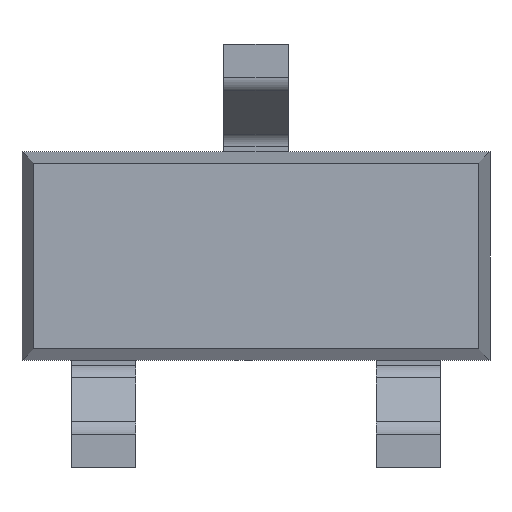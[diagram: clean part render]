
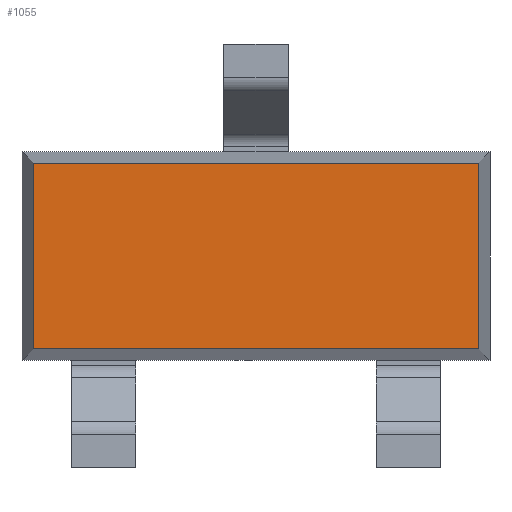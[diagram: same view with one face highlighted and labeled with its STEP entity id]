
A CAD part, front view. The second image highlights one B-rep face of the part: STEP entity #1055.
In plain terms, the highlighted planar face has unit normal (0, -1, 0).
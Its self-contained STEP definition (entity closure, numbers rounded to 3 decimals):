
#56 = VECTOR ( 'NONE', #1019, 1000. ) ;
#60 = CARTESIAN_POINT ( 'NONE',  ( -1.389, -0.333, -0.579 ) ) ;
#117 = VECTOR ( 'NONE', #1134, 1000. ) ;
#192 = EDGE_CURVE ( 'NONE', #1085, #1357, #200, .T. ) ;
#200 = LINE ( 'NONE', #757, #117 ) ;
#297 = DIRECTION ( 'NONE',  ( 1., 0., 0. ) ) ;
#325 = ORIENTED_EDGE ( 'NONE', *, *, #945, .F. ) ;
#537 = AXIS2_PLACEMENT_3D ( 'NONE', #767, #754, #1434 ) ;
#568 = ORIENTED_EDGE ( 'NONE', *, *, #1056, .F. ) ;
#735 = LINE ( 'NONE', #990, #1013 ) ;
#754 = DIRECTION ( 'NONE',  ( 0., 1., 0. ) ) ;
#757 = CARTESIAN_POINT ( 'NONE',  ( -1.389, -0.333, 0. ) ) ;
#767 = CARTESIAN_POINT ( 'NONE',  ( 0., -0.333, 0. ) ) ;
#829 = VERTEX_POINT ( 'NONE', #1394 ) ;
#915 = LINE ( 'NONE', #1282, #1640 ) ;
#945 = EDGE_CURVE ( 'NONE', #829, #1807, #915, .T. ) ;
#965 = EDGE_LOOP ( 'NONE', ( #325, #1333, #1731, #568 ) ) ;
#990 = CARTESIAN_POINT ( 'NONE',  ( 0., -0.333, 0.579 ) ) ;
#1013 = VECTOR ( 'NONE', #297, 1000. ) ;
#1019 = DIRECTION ( 'NONE',  ( -1., 0., 0. ) ) ;
#1035 = CARTESIAN_POINT ( 'NONE',  ( 0., -0.333, -0.579 ) ) ;
#1055 = ADVANCED_FACE ( 'NONE', ( #1173 ), #1599, .F. ) ;
#1056 = EDGE_CURVE ( 'NONE', #1807, #1085, #1435, .T. ) ;
#1085 = VERTEX_POINT ( 'NONE', #60 ) ;
#1134 = DIRECTION ( 'NONE',  ( 0., 0., 1. ) ) ;
#1166 = CARTESIAN_POINT ( 'NONE',  ( -1.389, -0.333, 0.579 ) ) ;
#1173 = FACE_OUTER_BOUND ( 'NONE', #965, .T. ) ;
#1282 = CARTESIAN_POINT ( 'NONE',  ( 1.389, -0.333, 0. ) ) ;
#1333 = ORIENTED_EDGE ( 'NONE', *, *, #1729, .F. ) ;
#1357 = VERTEX_POINT ( 'NONE', #1166 ) ;
#1394 = CARTESIAN_POINT ( 'NONE',  ( 1.389, -0.333, 0.579 ) ) ;
#1434 = DIRECTION ( 'NONE',  ( 0., 0., 1. ) ) ;
#1435 = LINE ( 'NONE', #1035, #56 ) ;
#1566 = DIRECTION ( 'NONE',  ( 0., 0., -1. ) ) ;
#1576 = CARTESIAN_POINT ( 'NONE',  ( 1.389, -0.333, -0.579 ) ) ;
#1599 = PLANE ( 'NONE',  #537 ) ;
#1640 = VECTOR ( 'NONE', #1566, 1000. ) ;
#1729 = EDGE_CURVE ( 'NONE', #1357, #829, #735, .T. ) ;
#1731 = ORIENTED_EDGE ( 'NONE', *, *, #192, .F. ) ;
#1807 = VERTEX_POINT ( 'NONE', #1576 ) ;
